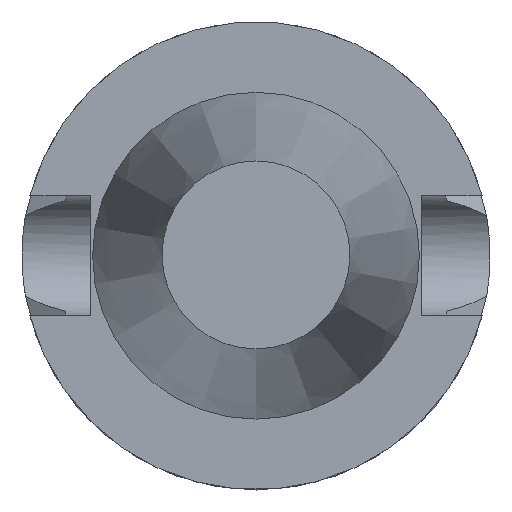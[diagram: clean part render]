
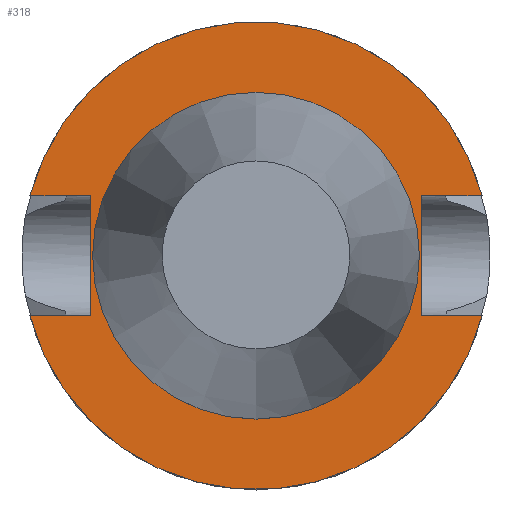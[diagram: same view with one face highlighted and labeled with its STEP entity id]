
A CAD part, top view. The second image highlights one B-rep face of the part: STEP entity #318.
In plain terms, the highlighted planar face has unit normal (0, 0, 1).
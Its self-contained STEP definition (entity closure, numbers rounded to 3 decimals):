
#120=EDGE_CURVE('240[2]',#351,#352,#353,.T.);
#132=EDGE_CURVE('240[2]',#370,#370,#371,.T.);
#136=EDGE_CURVE('240[2]',#376,#377,#378,.T.);
#151=EDGE_CURVE('240[2]',#351,#402,#403,.T.);
#178=EDGE_CURVE('240[2]',#352,#439,#440,.T.);
#217=EDGE_CURVE('240[2]',#376,#495,#496,.T.);
#230=EDGE_CURVE('240[2]',#495,#482,#510,.T.);
#275=EDGE_CURVE('240[2]',#482,#402,#569,.T.);
#313=EDGE_CURVE('240[2]',#439,#377,#621,.T.);
#318=ADVANCED_FACE('240[2]',(#626,#627),#628,.T.);
#351=VERTEX_POINT('',#664);
#352=VERTEX_POINT('',#665);
#353=LINE('',#666,#667);
#370=VERTEX_POINT('',#691);
#371=CIRCLE('',#692,34.925);
#376=VERTEX_POINT('',#699);
#377=VERTEX_POINT('',#700);
#378=CIRCLE('',#701,50.0);
#402=VERTEX_POINT('',#741);
#403=CIRCLE('',#742,50.0);
#439=VERTEX_POINT('',#963);
#440=LINE('',#964,#965);
#482=VERTEX_POINT('',#1071);
#495=VERTEX_POINT('',#1088);
#496=LINE('',#1089,#1090);
#510=LINE('',#1134,#1135);
#569=LINE('',#1239,#1240);
#621=LINE('',#1309,#1310);
#626=FACE_BOUND('',#1317,.T.);
#627=FACE_OUTER_BOUND('',#1318,.T.);
#628=PLANE('',#1319);
#664=CARTESIAN_POINT('',(-48.321,12.85,-3.0));
#665=CARTESIAN_POINT('',(-35.4,12.85,-3.));
#666=CARTESIAN_POINT('',(-17.7,12.85,-3.));
#667=VECTOR('',#1333,1.0);
#691=CARTESIAN_POINT('',(0.,34.925,-3.0));
#692=AXIS2_PLACEMENT_3D('',#1354,#1355,#1356);
#699=CARTESIAN_POINT('',(48.321,-12.85,-3.0));
#700=CARTESIAN_POINT('',(-48.321,-12.85,-3.0));
#701=AXIS2_PLACEMENT_3D('',#1360,#1361,#1362);
#741=CARTESIAN_POINT('',(48.321,12.85,-3.0));
#742=AXIS2_PLACEMENT_3D('',#1385,#1386,#1387);
#963=CARTESIAN_POINT('',(-35.4,-12.85,-3.0));
#964=CARTESIAN_POINT('',(-35.4,14.806,-3.));
#965=VECTOR('',#1405,1.0);
#1071=CARTESIAN_POINT('',(35.4,12.85,-3.));
#1088=CARTESIAN_POINT('',(35.4,-12.85,-3.0));
#1089=CARTESIAN_POINT('',(17.7,-12.85,-3.0));
#1090=VECTOR('',#1462,1.0);
#1134=CARTESIAN_POINT('',(35.4,21.231,-3.));
#1135=VECTOR('',#1473,1.0);
#1239=CARTESIAN_POINT('',(17.7,12.85,-3.));
#1240=VECTOR('',#1551,1.0);
#1309=CARTESIAN_POINT('',(-17.7,-12.85,-3.0));
#1310=VECTOR('',#1629,1.0);
#1317=EDGE_LOOP('',(#1634));
#1318=EDGE_LOOP('',(#1635,#1636,#1637,#1638,#1639,#1640,#1641,#1642));
#1319=AXIS2_PLACEMENT_3D('',#1643,#1644,#1645);
#1333=DIRECTION('',(1.0,0.0,0.));
#1354=CARTESIAN_POINT('',(0.,0.,-3.0));
#1355=DIRECTION('',(0.,0.,-1.0));
#1356=DIRECTION('',(0.,1.0,0.));
#1360=CARTESIAN_POINT('',(0.,0.,-3.0));
#1361=DIRECTION('',(0.,0.,-1.0));
#1362=DIRECTION('',(0.,1.0,0.));
#1385=CARTESIAN_POINT('',(0.,0.,-3.0));
#1386=DIRECTION('',(0.,0.,-1.0));
#1387=DIRECTION('',(0.,1.0,0.));
#1405=DIRECTION('',(-0.0,-1.0,0.));
#1462=DIRECTION('',(-1.0,0.0,0.));
#1473=DIRECTION('',(-0.0,1.0,0.));
#1551=DIRECTION('',(1.0,0.0,0.));
#1629=DIRECTION('',(-1.0,0.0,0.));
#1634=ORIENTED_EDGE('',*,*,#132,.T.);
#1635=ORIENTED_EDGE('',*,*,#120,.T.);
#1636=ORIENTED_EDGE('',*,*,#178,.T.);
#1637=ORIENTED_EDGE('',*,*,#313,.T.);
#1638=ORIENTED_EDGE('',*,*,#136,.F.);
#1639=ORIENTED_EDGE('',*,*,#217,.T.);
#1640=ORIENTED_EDGE('',*,*,#230,.T.);
#1641=ORIENTED_EDGE('',*,*,#275,.T.);
#1642=ORIENTED_EDGE('',*,*,#151,.F.);
#1643=CARTESIAN_POINT('',(0.,42.463,-3.));
#1644=DIRECTION('',(0.,0.,1.0));
#1645=DIRECTION('',(1.0,0.,0.0));
